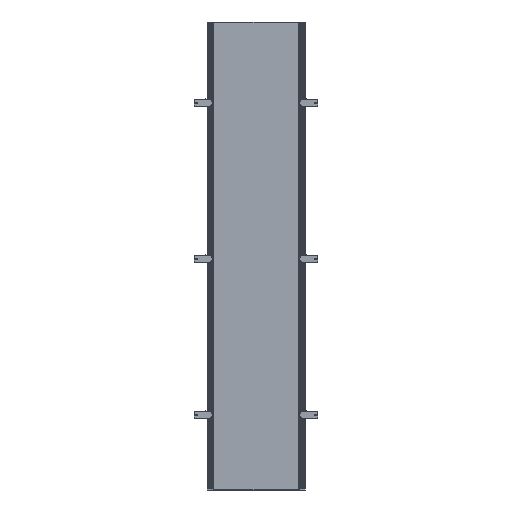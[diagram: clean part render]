
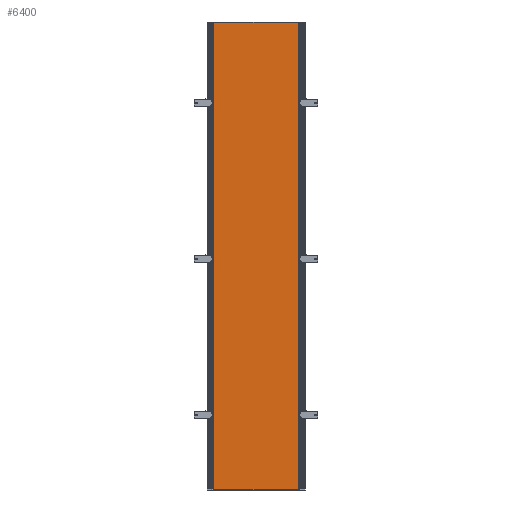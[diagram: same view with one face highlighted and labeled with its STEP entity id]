
A CAD part, front view. The second image highlights one B-rep face of the part: STEP entity #6400.
In plain terms, the highlighted face is planar.
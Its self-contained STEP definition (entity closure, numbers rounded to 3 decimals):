
#237 = EDGE_CURVE ( 'NONE', #2775, #2791, #8845, .T. ) ;
#305 = CARTESIAN_POINT ( 'NONE',  ( -217.5, 0., -2399. ) ) ;
#472 = DIRECTION ( 'NONE',  ( 0., -1., 0. ) ) ;
#685 = CARTESIAN_POINT ( 'NONE',  ( -220.5, 0., -2399. ) ) ;
#1823 = PLANE ( 'NONE',  #2489 ) ;
#1828 = LINE ( 'NONE', #4684, #7326 ) ;
#1852 = CARTESIAN_POINT ( 'NONE',  ( -220.5, 0., -2399. ) ) ;
#1925 = DIRECTION ( 'NONE',  ( 1., 0., 0. ) ) ;
#2089 = LINE ( 'NONE', #7052, #3938 ) ;
#2098 = CARTESIAN_POINT ( 'NONE',  ( -217.5, 0., -2399. ) ) ;
#2249 = DIRECTION ( 'NONE',  ( 0., 0., 1. ) ) ;
#2489 = AXIS2_PLACEMENT_3D ( 'NONE', #1852, #472, #5321 ) ;
#2775 = VERTEX_POINT ( 'NONE', #5154 ) ;
#2791 = VERTEX_POINT ( 'NONE', #305 ) ;
#2807 = DIRECTION ( 'NONE',  ( 0., 0., -1. ) ) ;
#2830 = FACE_OUTER_BOUND ( 'NONE', #4993, .T. ) ;
#3176 = VECTOR ( 'NONE', #2807, 1000. ) ;
#3388 = VERTEX_POINT ( 'NONE', #7669 ) ;
#3938 = VECTOR ( 'NONE', #2249, 1000. ) ;
#4140 = EDGE_CURVE ( 'NONE', #2775, #7985, #1828, .T. ) ;
#4617 = ORIENTED_EDGE ( 'NONE', *, *, #8795, .T. ) ;
#4684 = CARTESIAN_POINT ( 'NONE',  ( -220.5, 0., 0. ) ) ;
#4696 = LINE ( 'NONE', #685, #8354 ) ;
#4951 = ORIENTED_EDGE ( 'NONE', *, *, #8664, .T. ) ;
#4993 = EDGE_LOOP ( 'NONE', ( #4951, #4617, #7474, #8193 ) ) ;
#5154 = CARTESIAN_POINT ( 'NONE',  ( -217.5, 0., 0. ) ) ;
#5321 = DIRECTION ( 'NONE',  ( 0., 0., -1. ) ) ;
#5418 = CARTESIAN_POINT ( 'NONE',  ( 217.5, 0., 0. ) ) ;
#5538 = DIRECTION ( 'NONE',  ( 1., 0., 0. ) ) ;
#6400 = ADVANCED_FACE ( 'NONE', ( #2830 ), #1823, .T. ) ;
#7052 = CARTESIAN_POINT ( 'NONE',  ( 217.5, 0., 0. ) ) ;
#7326 = VECTOR ( 'NONE', #1925, 1000. ) ;
#7474 = ORIENTED_EDGE ( 'NONE', *, *, #4140, .F. ) ;
#7669 = CARTESIAN_POINT ( 'NONE',  ( 217.5, 0., -2399. ) ) ;
#7985 = VERTEX_POINT ( 'NONE', #5418 ) ;
#8193 = ORIENTED_EDGE ( 'NONE', *, *, #237, .T. ) ;
#8354 = VECTOR ( 'NONE', #5538, 1000. ) ;
#8664 = EDGE_CURVE ( 'NONE', #2791, #3388, #4696, .T. ) ;
#8795 = EDGE_CURVE ( 'NONE', #3388, #7985, #2089, .T. ) ;
#8845 = LINE ( 'NONE', #2098, #3176 ) ;
